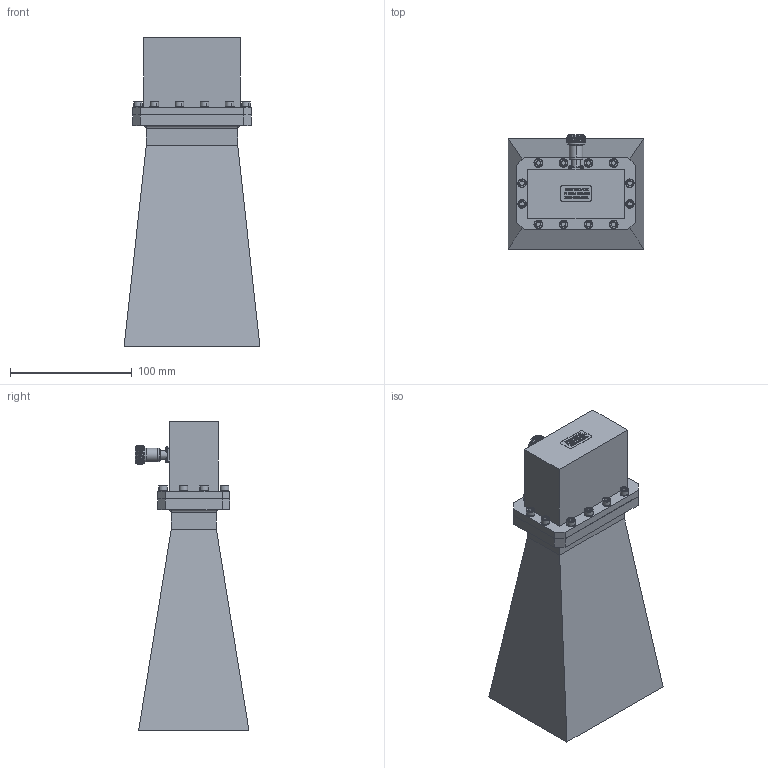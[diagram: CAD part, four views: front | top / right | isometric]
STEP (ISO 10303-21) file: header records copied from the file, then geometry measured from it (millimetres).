
FILE_DESCRIPTION (( 'STEP AP214' ), '1' );
FILE_NAME ('PE9863-NF-10.STEP', '2017-06-15T15:43:10', ( '' ), ( '' ), 'SwSTEP 2.0', 'SolidWorks 2014', '' );
FILE_SCHEMA (( 'AUTOMOTIVE_DESIGN' ));
Length unit declared in the file: inch
Products named in the file (4): PE9863-10; PE9863-NF-10; Hex Screw; PE9824
Assembly tree (14 placements, depth 2):
  PE9863-NF-10
    PE9863-10
    PE9824
    Hex Screw  x12
Bounding box: 111.76 x 93.75 x 254.13 mm (x, y, z)
Volume: 193474.2 mm3; surface area: 170745.3 mm2
Topology: 20 solids, 32 shells, 988 faces, 2671 edges, 1845 vertices
Faces by surface type: cylinder 383, plane 350, cone 188, bspline 63, torus 4
Entity records: 32596 total; most frequent: CARTESIAN_POINT 12753, ORIENTED_EDGE 3640, DIRECTION 2608, EDGE_CURVE 1820, VERTEX_POINT 1339, AXIS2_PLACEMENT_3D 921, VECTOR 766, LINE 766
